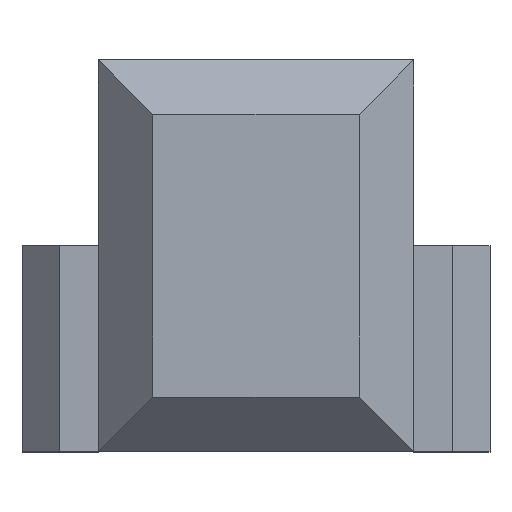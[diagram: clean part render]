
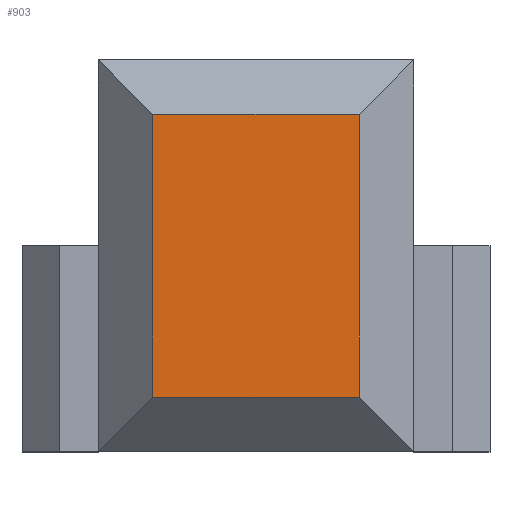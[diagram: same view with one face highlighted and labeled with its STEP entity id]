
A CAD part, top view. The second image highlights one B-rep face of the part: STEP entity #903.
In plain terms, the highlighted planar face has unit normal (0, 0, 1).
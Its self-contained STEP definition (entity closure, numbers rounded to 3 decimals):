
#864=CARTESIAN_POINT('',(-500.,-160.,41.3));
#865=DIRECTION('',(0.,0.,1.));
#866=DIRECTION('',(1.,0.,0.));
#867=AXIS2_PLACEMENT_3D('',#864,#865,#866);
#868=PLANE('',#867);
#869=CARTESIAN_POINT('',(-862.,288.,41.3));
#870=VERTEX_POINT('',#869);
#871=CARTESIAN_POINT('',(-862.,236.,41.3));
#872=VERTEX_POINT('',#871);
#873=CARTESIAN_POINT('',(-862.,288.,41.3));
#874=DIRECTION('',(0.,-1.,0.));
#875=VECTOR('',#874,52.);
#876=LINE('',#873,#875);
#877=EDGE_CURVE('',#870,#872,#876,.T.);
#878=ORIENTED_EDGE('',*,*,#877,.T.);
#879=CARTESIAN_POINT('',(-824.,236.,41.3));
#880=VERTEX_POINT('',#879);
#881=CARTESIAN_POINT('',(-862.,236.,41.3));
#882=DIRECTION('',(1.,0.,-0.));
#883=VECTOR('',#882,38.);
#884=LINE('',#881,#883);
#885=EDGE_CURVE('',#872,#880,#884,.T.);
#886=ORIENTED_EDGE('',*,*,#885,.T.);
#887=CARTESIAN_POINT('',(-824.,288.,41.3));
#888=VERTEX_POINT('',#887);
#889=CARTESIAN_POINT('',(-824.,236.,41.3));
#890=DIRECTION('',(-0.,1.,0.));
#891=VECTOR('',#890,52.);
#892=LINE('',#889,#891);
#893=EDGE_CURVE('',#880,#888,#892,.T.);
#894=ORIENTED_EDGE('',*,*,#893,.T.);
#895=CARTESIAN_POINT('',(-824.,288.,41.3));
#896=DIRECTION('',(-1.,0.,0.));
#897=VECTOR('',#896,38.);
#898=LINE('',#895,#897);
#899=EDGE_CURVE('',#888,#870,#898,.T.);
#900=ORIENTED_EDGE('',*,*,#899,.T.);
#901=EDGE_LOOP('',(#878,#886,#894,#900));
#902=FACE_BOUND('',#901,.T.);
#903=ADVANCED_FACE('',(#902),#868,.T.);
